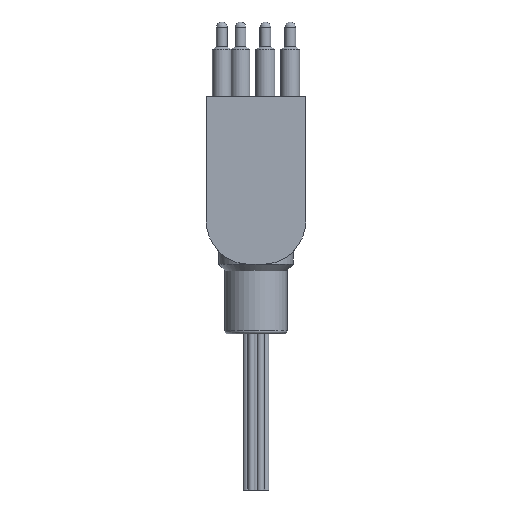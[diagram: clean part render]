
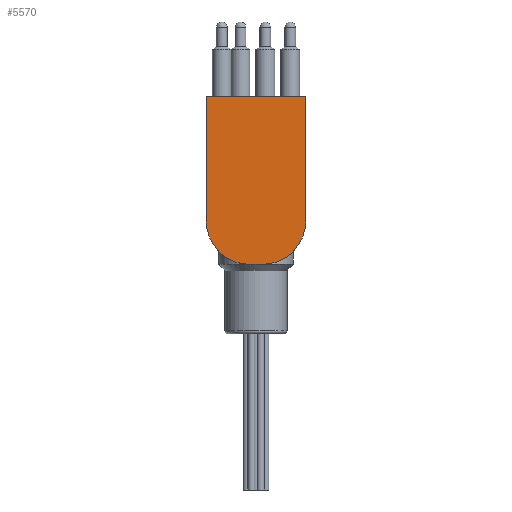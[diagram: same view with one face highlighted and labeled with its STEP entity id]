
A CAD part, front view. The second image highlights one B-rep face of the part: STEP entity #5570.
In plain terms, the highlighted planar face has unit normal (0, -1, 0).
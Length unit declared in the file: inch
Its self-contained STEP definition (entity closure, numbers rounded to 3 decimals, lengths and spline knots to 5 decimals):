
#119=CIRCLE($,#5909,0.437);
#120=CIRCLE($,#5912,0.437);
#344=PLANE($,#5913);
#582=FACE_OUTER_BOUND($,#961,.T.);
#961=EDGE_LOOP($,(#4466,#4467,#4468,#4469,#4470,#4471,#4472));
#1411=LINE($,#8738,#1833);
#1420=LINE($,#8855,#1842);
#1456=LINE($,#9584,#1878);
#1458=LINE($,#9588,#1880);
#1461=LINE($,#9621,#1883);
#1833=VECTOR($,#6473,1.);
#1842=VECTOR($,#6578,0.063);
#1878=VECTOR($,#6624,1.251);
#1880=VECTOR($,#6628,1.251);
#1883=VECTOR($,#6637,0.063);
#2510=VERTEX_POINT($,#8736);
#2511=VERTEX_POINT($,#8737);
#2522=VERTEX_POINT($,#8762);
#2545=VERTEX_POINT($,#8853);
#2620=VERTEX_POINT($,#9583);
#2621=VERTEX_POINT($,#9587);
#2622=VERTEX_POINT($,#9591);
#3172=EDGE_CURVE($,#2510,#2511,#1411,.T.);
#3211=EDGE_CURVE($,#2522,#2545,#1420,.T.);
#3288=EDGE_CURVE($,#2620,#2510,#1456,.T.);
#3290=EDGE_CURVE($,#2511,#2621,#1458,.T.);
#3294=EDGE_CURVE($,#2621,#2622,#119,.T.);
#3295=EDGE_CURVE($,#2622,#2522,#1461,.T.);
#3296=EDGE_CURVE($,#2545,#2620,#120,.T.);
#4466=ORIENTED_EDGE($,*,*,#3288,.F.);
#4467=ORIENTED_EDGE($,*,*,#3296,.F.);
#4468=ORIENTED_EDGE($,*,*,#3211,.F.);
#4469=ORIENTED_EDGE($,*,*,#3295,.F.);
#4470=ORIENTED_EDGE($,*,*,#3294,.F.);
#4471=ORIENTED_EDGE($,*,*,#3290,.F.);
#4472=ORIENTED_EDGE($,*,*,#3172,.F.);
#5570=ADVANCED_FACE($,(#582),#344,.F.);
#5909=AXIS2_PLACEMENT_3D($,#9619,#6633,#6634);
#5912=AXIS2_PLACEMENT_3D($,#9623,#6640,#6641);
#5913=AXIS2_PLACEMENT_3D($,#9624,#6642,#6643);
#6473=DIRECTION($,(1.,0.,0.));
#6578=DIRECTION($,(-1.,0.,0.));
#6624=DIRECTION($,(0.,0.,1.));
#6628=DIRECTION($,(0.,0.,-1.));
#6633=DIRECTION('center_axis',(0.,1.,0.));
#6634=DIRECTION('ref_axis',(0.,0.,1.));
#6637=DIRECTION($,(-1.,0.,0.));
#6640=DIRECTION('center_axis',(0.,1.,0.));
#6641=DIRECTION('ref_axis',(0.,0.,1.));
#6642=DIRECTION('center_axis',(0.,1.,0.));
#6643=DIRECTION('ref_axis',(0.,0.,1.));
#8736=CARTESIAN_POINT('',(-0.5,-0.375,0.));
#8737=CARTESIAN_POINT('',(0.5,-0.375,0.));
#8738=CARTESIAN_POINT($,(-0.5,-0.375,0.));
#8762=CARTESIAN_POINT('',(0.,-0.375,-1.688));
#8853=CARTESIAN_POINT('',(-0.063,-0.375,-1.688));
#8855=CARTESIAN_POINT($,(-0.063,-0.375,-1.688));
#9583=CARTESIAN_POINT('',(-0.5,-0.375,-1.251));
#9584=CARTESIAN_POINT($,(-0.5,-0.375,0.));
#9587=CARTESIAN_POINT('',(0.5,-0.375,-1.251));
#9588=CARTESIAN_POINT($,(0.5,-0.375,0.));
#9591=CARTESIAN_POINT('',(0.063,-0.375,-1.688));
#9619=CARTESIAN_POINT('Origin',(0.063,-0.375,-1.251));
#9621=CARTESIAN_POINT($,(-0.063,-0.375,-1.688));
#9623=CARTESIAN_POINT('Origin',(-0.063,-0.375,-1.251));
#9624=CARTESIAN_POINT('Origin',(-0.063,-0.375,-1.251));
